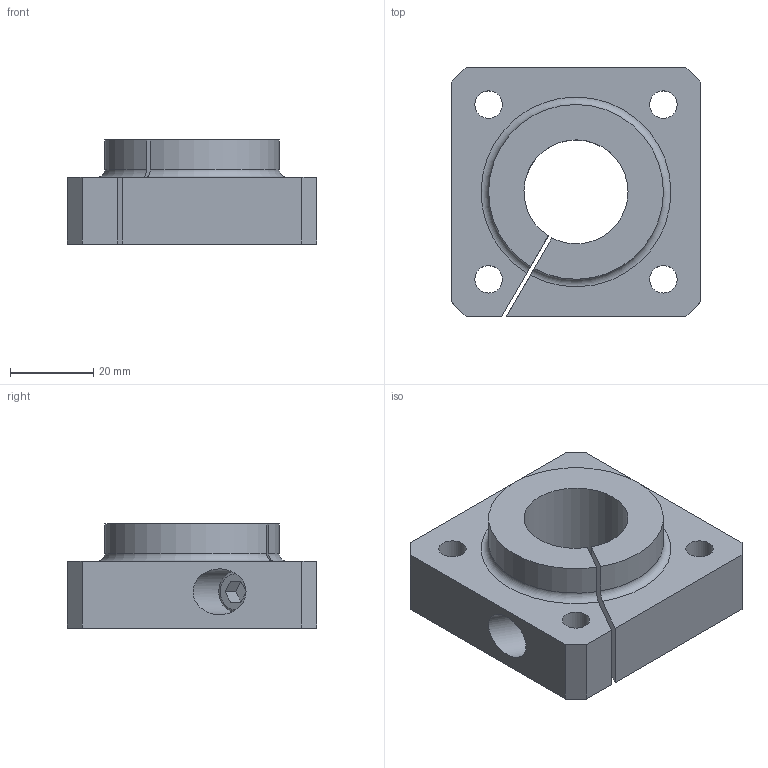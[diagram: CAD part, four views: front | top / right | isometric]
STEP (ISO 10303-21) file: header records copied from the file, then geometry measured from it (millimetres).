
FILE_DESCRIPTION( ( 'STEP AP214' ), '1' );
FILE_NAME( 'SFWB-25.stp', '2010-07-29T09:38:53', ( ' ' ), ( ' ' ), 'XStep 1.0', ' ', ' ' );
FILE_SCHEMA( ( 'CONFIG_CONTROL_DESIGN) ( )' ) );
Length unit declared in the file: metre
Products named in the file (1): 1
Bounding box: 60 x 60 x 25 mm (x, y, z)
Volume: 53907.6 mm3; surface area: 15459.7 mm2
Topology: 1 solids, 1 shells, 34 faces, 94 edges, 63 vertices
Faces by surface type: plane 24, cylinder 8, torus 2
Full cylindrical faces by diameter (mm): 6.6 x4, 10 x1, 11 x1
Entity records: 1345 total; most frequent: CARTESIAN_POINT 220, DIRECTION 167, ORIENTED_EDGE 162, EDGE_CURVE 81, LINE 59, VECTOR 59, VERTEX_POINT 57, AXIS2_PLACEMENT_3D 54
